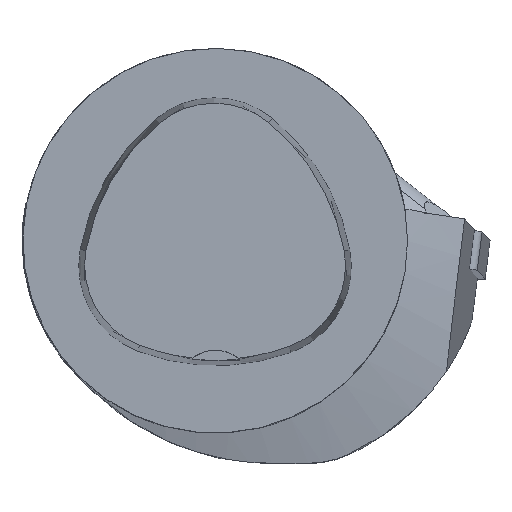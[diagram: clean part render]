
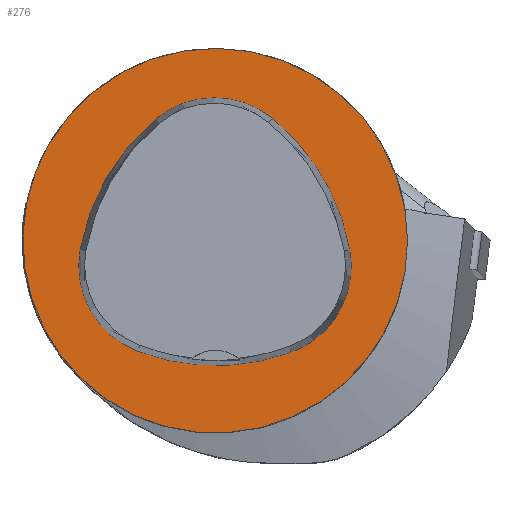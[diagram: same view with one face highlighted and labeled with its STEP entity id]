
A CAD part, top view. The second image highlights one B-rep face of the part: STEP entity #276.
In plain terms, the highlighted planar face has unit normal (0, 0, 1).
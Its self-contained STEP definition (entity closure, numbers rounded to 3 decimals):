
#276=ADVANCED_FACE('',(#696,#697),#353,.T.);
#353=PLANE('',#1906);
#696=FACE_BOUND('',#743,.T.);
#697=FACE_BOUND('',#744,.T.);
#743=EDGE_LOOP('',(#1007,#1008,#1009,#1010,#1011,#1012));
#744=EDGE_LOOP('',(#1013));
#1007=ORIENTED_EDGE('',*,*,#1588,.F.);
#1008=ORIENTED_EDGE('',*,*,#1583,.F.);
#1009=ORIENTED_EDGE('',*,*,#1578,.F.);
#1010=ORIENTED_EDGE('',*,*,#1575,.F.);
#1011=ORIENTED_EDGE('',*,*,#1572,.F.);
#1012=ORIENTED_EDGE('',*,*,#1568,.F.);
#1013=ORIENTED_EDGE('',*,*,#1551,.T.);
#1370=VERTEX_POINT('',#2784);
#1385=VERTEX_POINT('',#2841);
#1386=VERTEX_POINT('',#2842);
#1389=VERTEX_POINT('',#2850);
#1391=VERTEX_POINT('',#2856);
#1393=VERTEX_POINT('',#2862);
#1397=VERTEX_POINT('',#2875);
#1551=EDGE_CURVE('',#1370,#1370,#1705,.T.);
#1568=EDGE_CURVE('',#1385,#1386,#1707,.T.);
#1572=EDGE_CURVE('',#1386,#1389,#1709,.T.);
#1575=EDGE_CURVE('',#1389,#1391,#1711,.T.);
#1578=EDGE_CURVE('',#1391,#1393,#1713,.T.);
#1583=EDGE_CURVE('',#1393,#1397,#1716,.T.);
#1588=EDGE_CURVE('',#1397,#1385,#1719,.T.);
#1705=CIRCLE('',#1876,31.5);
#1707=CIRCLE('',#1884,36.);
#1709=CIRCLE('',#1887,15.);
#1711=CIRCLE('',#1890,36.);
#1713=CIRCLE('',#1893,15.);
#1716=CIRCLE('',#1897,36.);
#1719=CIRCLE('',#1901,15.);
#1876=AXIS2_PLACEMENT_3D('',#2783,#2176,#2177);
#1884=AXIS2_PLACEMENT_3D('',#2840,#2196,#2197);
#1887=AXIS2_PLACEMENT_3D('',#2849,#2204,#2205);
#1890=AXIS2_PLACEMENT_3D('',#2855,#2211,#2212);
#1893=AXIS2_PLACEMENT_3D('',#2861,#2218,#2219);
#1897=AXIS2_PLACEMENT_3D('',#2874,#2227,#2228);
#1901=AXIS2_PLACEMENT_3D('',#2887,#2236,#2237);
#1906=AXIS2_PLACEMENT_3D('',#2892,#2246,#2247);
#2176=DIRECTION('',(0.,0.,1.));
#2177=DIRECTION('',(1.,0.,0.));
#2196=DIRECTION('',(0.,0.,1.));
#2197=DIRECTION('',(1.,0.,0.));
#2204=DIRECTION('',(0.,0.,1.));
#2205=DIRECTION('',(1.,0.,0.));
#2211=DIRECTION('',(0.,0.,1.));
#2212=DIRECTION('',(1.,0.,0.));
#2218=DIRECTION('',(0.,0.,1.));
#2219=DIRECTION('',(1.,0.,0.));
#2227=DIRECTION('',(0.,0.,1.));
#2228=DIRECTION('',(1.,0.,0.));
#2236=DIRECTION('',(0.,0.,1.));
#2237=DIRECTION('',(1.,0.,0.));
#2246=DIRECTION('',(0.,0.,1.));
#2247=DIRECTION('',(-1.,0.,0.));
#2783=CARTESIAN_POINT('',(0.,0.,0.));
#2784=CARTESIAN_POINT('',(31.5,0.,0.));
#2840=CARTESIAN_POINT('',(-13.398,-7.893,0.));
#2841=CARTESIAN_POINT('',(22.041,-1.562,0.));
#2842=CARTESIAN_POINT('',(9.317,20.036,0.));
#2849=CARTESIAN_POINT('',(-0.148,8.399,0.));
#2850=CARTESIAN_POINT('',(-9.779,19.898,0.));
#2855=CARTESIAN_POINT('',(13.337,-7.7,0.));
#2856=CARTESIAN_POINT('',(-22.122,-1.48,0.));
#2861=CARTESIAN_POINT('',(-7.347,-4.071,0.));
#2862=CARTESIAN_POINT('',(-12.693,-18.087,0.));
#2874=CARTESIAN_POINT('',(0.137,15.55,0.));
#2875=CARTESIAN_POINT('',(12.373,-18.307,0.));
#2887=CARTESIAN_POINT('',(7.275,-4.2,0.));
#2892=CARTESIAN_POINT('',(0.,0.,0.));
